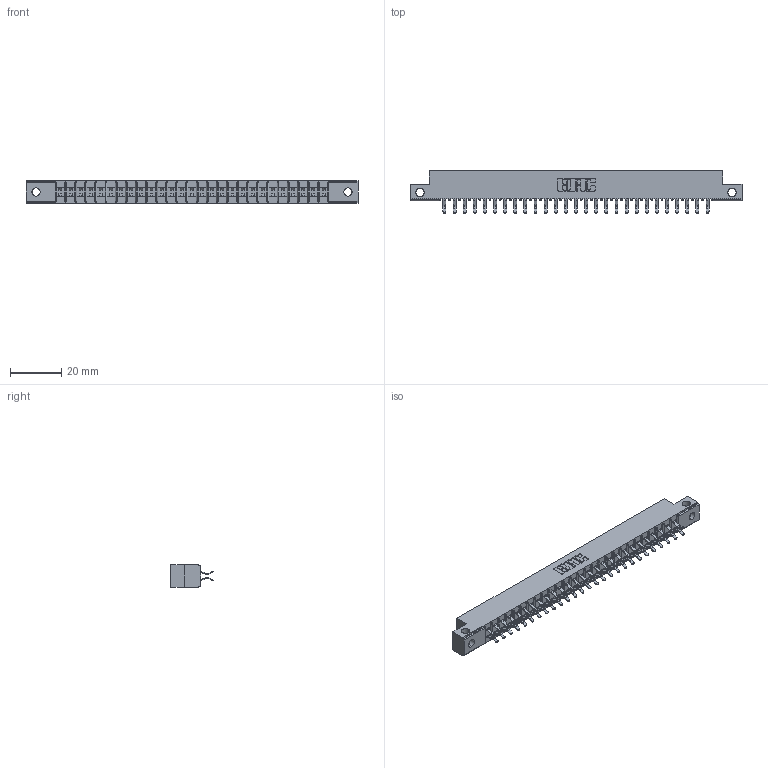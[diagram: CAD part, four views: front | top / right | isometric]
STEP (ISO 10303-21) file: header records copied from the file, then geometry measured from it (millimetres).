
FILE_DESCRIPTION (( 'STEP AP203' ), '1' );
FILE_NAME ('355-054-556-512.STEP', '2020-09-20T08:08:44', ( '' ), ( '' ), 'SwSTEP 2.0', 'SolidWorks 2020', '' );
FILE_SCHEMA (( 'CONFIG_CONTROL_DESIGN' ));
Length unit declared in the file: inch
Products named in the file (3): 305 Part_.128 Dia; 355-054-556-512; 305-290-001_556
Assembly tree (55 placements, depth 2):
  355-054-556-512
    305 Part_.128 Dia
    305-290-001_556  x54
Bounding box: 130 x 16.64 x 8.71 mm (x, y, z)
Volume: 7626.6 mm3; surface area: 15546 mm2
Topology: 55 solids, 55 shells, 3152 faces, 9073 edges, 5898 vertices
Faces by surface type: plane 1742, cylinder 1302, sphere 108
Entity records: 31688 total; most frequent: CARTESIAN_POINT 5295, ORIENTED_EDGE 5210, DIRECTION 5077, EDGE_CURVE 2605, LINE 2069, VECTOR 2069, VERTEX_POINT 1658, AXIS2_PLACEMENT_3D 1504
